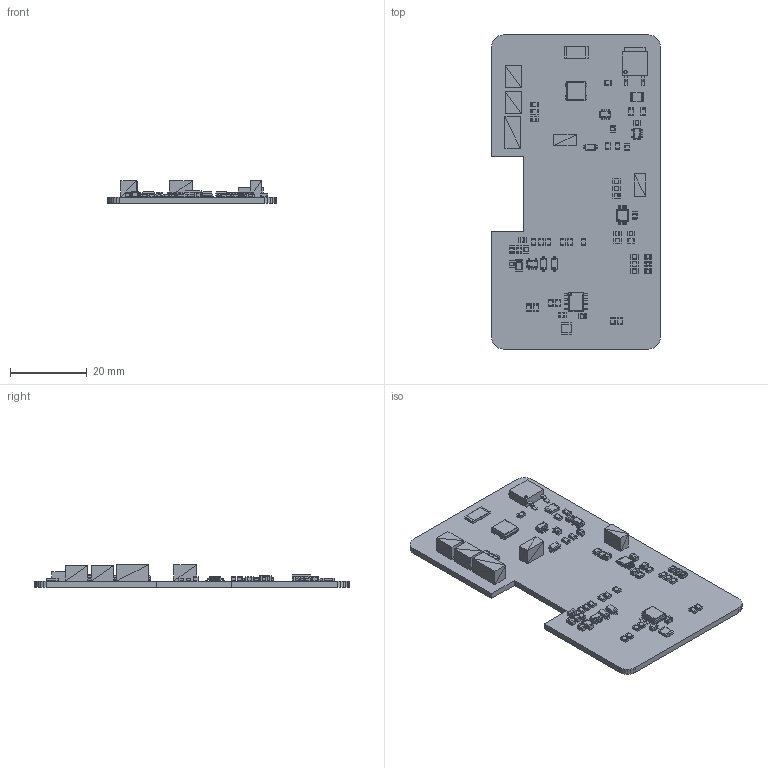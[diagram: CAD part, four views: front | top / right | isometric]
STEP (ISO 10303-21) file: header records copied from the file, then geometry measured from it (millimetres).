
FILE_DESCRIPTION(('for SolidWorks'),'2;1');
FILE_NAME('board_step.step', '2024-11-05T13:49:57',('macha'),(''),'Open CASCADE STEP processor 6.6' ,'DipTrace','Unknown');
FILE_SCHEMA(('AUTOMOTIVE_DESIGN { 1 0 10303 214 1 1 1 1 }'));
Length unit declared in the file: millimetre
Products named in the file (21): PCB_board_step; Board_board_step; ADS1115IDGSR; 293D104X0035A2TE3; CAPP_0805_M; LED_0805_Green; 1N5819HW-7-F; 1N4148W; RES_2512_L; IND_0805_M; 40N20; RES_1210_M; WS2812B; TP4056-42-ESOP8; TPMIC5504-3.3; FD2024S; BM04B-GHS-TBT(LF)(SN); BM02B-GHS-TBT(LF)(SN)
Assembly tree (64 placements, depth 2):
  PCB_board_step
    Board_board_step
    ADS1115IDGSR
    293D104X0035A2TE3
    CAPP_0805_M  x14
    LED_0805_Green  x3
    1N5819HW-7-F
    1N4148W  x2
    RES_2512_L
    IND_0805_M  x27
    40N20
    RES_1210_M  x2
    WS2812B
    TP4056-42-ESOP8
    TPMIC5504-3.3  x2
    FD2024S
    BM04B-GHS-TBT(LF)(SN)
    BM04B-GHS-TBT(LF)(SN)
    BM04B-GHS-TBT(LF)(SN)
    BM02B-GHS-TBT(LF)(SN)
    BM02B-GHS-TBT(LF)(SN)
Bounding box: 44 x 82 x 5.84 mm (x, y, z)
Volume: 5800.2 mm3; surface area: 9321.6 mm2
Topology: 230 solids, 290 shells, 3332 faces, 7672 edges, 4474 vertices
Faces by surface type: plane 1699, cylinder 1227, sphere 392, bspline 8, torus 6
Full cylindrical faces by diameter (mm): 0.22 x2, 0.296 x6, 0.42 x2, 0.765 x2, 1.053 x3
Entity records: 34777 total; most frequent: CARTESIAN_POINT 6522, DIRECTION 5804, ORIENTED_EDGE 5304, EDGE_CURVE 2742, LINE 2070, VECTOR 2070, AXIS2_PLACEMENT_3D 1867, VERTEX_POINT 1793
